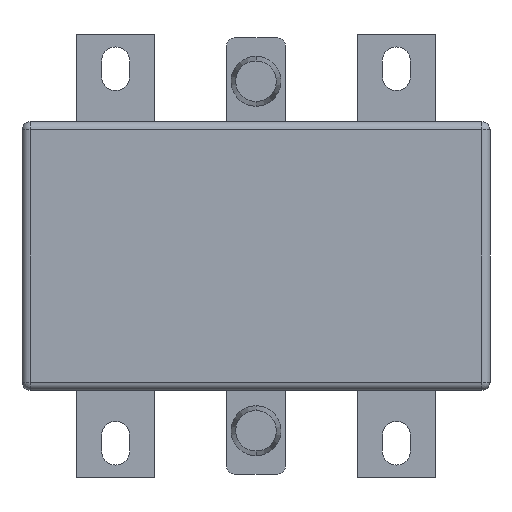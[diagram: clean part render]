
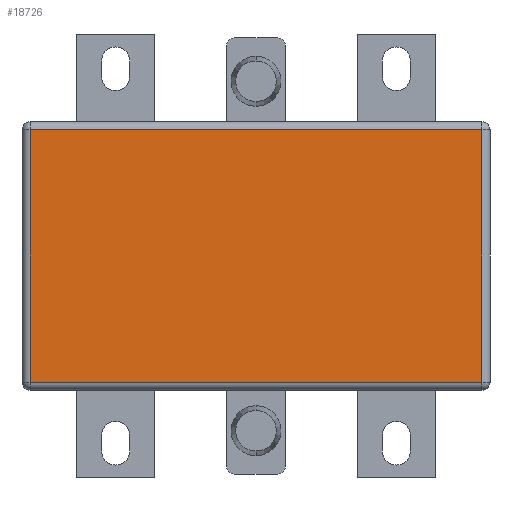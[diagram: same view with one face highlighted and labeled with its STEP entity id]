
A CAD part, front view. The second image highlights one B-rep face of the part: STEP entity #18726.
In plain terms, the highlighted planar face has unit normal (0, -1, 0).
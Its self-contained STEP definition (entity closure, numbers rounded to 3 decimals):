
#123 = VECTOR ( 'NONE', #22870, 1000. ) ;
#823 = LINE ( 'NONE', #30336, #123 ) ;
#4230 = VERTEX_POINT ( 'NONE', #25398 ) ;
#5519 = ORIENTED_EDGE ( 'NONE', *, *, #29686, .T. ) ;
#6251 = ORIENTED_EDGE ( 'NONE', *, *, #29729, .T. ) ;
#6482 = DIRECTION ( 'NONE',  ( 0., 0., 1. ) ) ;
#6976 = ORIENTED_EDGE ( 'NONE', *, *, #29761, .T. ) ;
#7373 = FACE_OUTER_BOUND ( 'NONE', #22211, .T. ) ;
#8842 = CARTESIAN_POINT ( 'NONE',  ( -37.5, -41., 21.5 ) ) ;
#8986 = VERTEX_POINT ( 'NONE', #30544 ) ;
#11227 = DIRECTION ( 'NONE',  ( 0., 1., 0. ) ) ;
#12017 = DIRECTION ( 'NONE',  ( 0., 0., -1. ) ) ;
#14282 = CARTESIAN_POINT ( 'NONE',  ( -37.5, -41., 20.2 ) ) ;
#15684 = CARTESIAN_POINT ( 'NONE',  ( -36.2, -41., 20.2 ) ) ;
#15721 = LINE ( 'NONE', #24068, #28093 ) ;
#16478 = LINE ( 'NONE', #28117, #17212 ) ;
#17212 = VECTOR ( 'NONE', #6482, 1000. ) ;
#18726 = ADVANCED_FACE ( 'NONE', ( #7373 ), #23210, .F. ) ;
#19154 = AXIS2_PLACEMENT_3D ( 'NONE', #8842, #11227, #28241 ) ;
#22209 = VECTOR ( 'NONE', #28996, 1000. ) ;
#22211 = EDGE_LOOP ( 'NONE', ( #5519, #6251, #6976, #26182 ) ) ;
#22870 = DIRECTION ( 'NONE',  ( 1., 0., 0. ) ) ;
#23210 = PLANE ( 'NONE',  #19154 ) ;
#23616 = VERTEX_POINT ( 'NONE', #30001 ) ;
#24068 = CARTESIAN_POINT ( 'NONE',  ( -36.2, -41., 21.5 ) ) ;
#25398 = CARTESIAN_POINT ( 'NONE',  ( -36.2, -41., -20.2 ) ) ;
#26182 = ORIENTED_EDGE ( 'NONE', *, *, #29770, .T. ) ;
#26334 = VERTEX_POINT ( 'NONE', #15684 ) ;
#28093 = VECTOR ( 'NONE', #12017, 1000. ) ;
#28117 = CARTESIAN_POINT ( 'NONE',  ( 36.2, -41., 21.5 ) ) ;
#28241 = DIRECTION ( 'NONE',  ( 0., 0., 1. ) ) ;
#28902 = LINE ( 'NONE', #14282, #22209 ) ;
#28996 = DIRECTION ( 'NONE',  ( -1., 0., 0. ) ) ;
#29686 = EDGE_CURVE ( 'NONE', #4230, #8986, #823, .T. ) ;
#29729 = EDGE_CURVE ( 'NONE', #8986, #23616, #16478, .T. ) ;
#29761 = EDGE_CURVE ( 'NONE', #23616, #26334, #28902, .T. ) ;
#29770 = EDGE_CURVE ( 'NONE', #26334, #4230, #15721, .T. ) ;
#30001 = CARTESIAN_POINT ( 'NONE',  ( 36.2, -41., 20.2 ) ) ;
#30336 = CARTESIAN_POINT ( 'NONE',  ( -37.5, -41., -20.2 ) ) ;
#30544 = CARTESIAN_POINT ( 'NONE',  ( 36.2, -41., -20.2 ) ) ;
